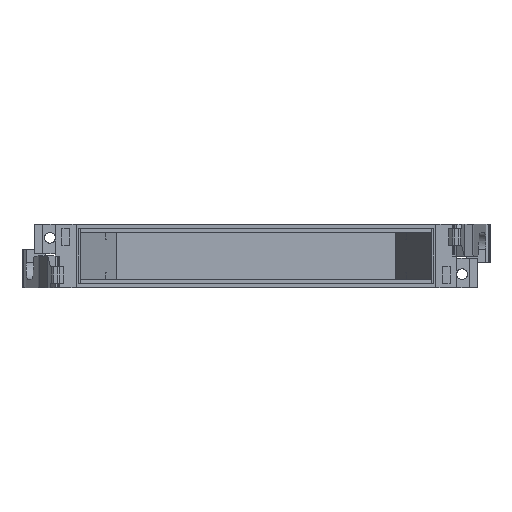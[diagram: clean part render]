
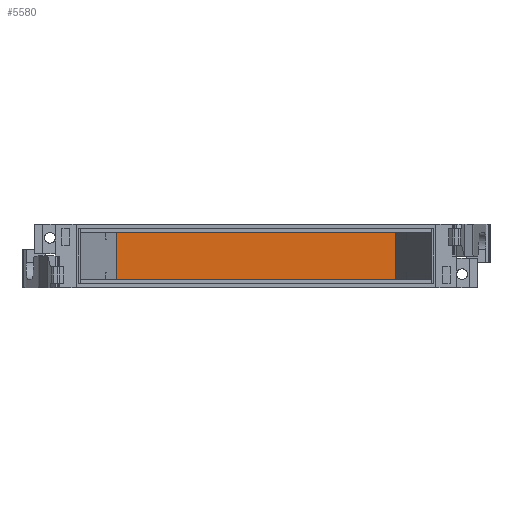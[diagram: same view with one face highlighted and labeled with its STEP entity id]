
A CAD part, front view. The second image highlights one B-rep face of the part: STEP entity #5580.
In plain terms, the highlighted planar face has unit normal (0, -1, 0).
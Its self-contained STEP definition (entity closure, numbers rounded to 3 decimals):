
#2961=FACE_OUTER_BOUND('',#5986,.T.);
#3318=PLANE('',#10560);
#3890=LINE('',#13819,#4810);
#3897=LINE('',#13834,#4817);
#3911=LINE('',#13862,#4831);
#3912=LINE('',#13864,#4832);
#4810=VECTOR('',#11733,1.);
#4817=VECTOR('',#11744,1.);
#4831=VECTOR('',#11766,1.);
#4832=VECTOR('',#11769,1.);
#5580=ADVANCED_FACE('',(#2961),#3318,.F.);
#5986=EDGE_LOOP('',(#7029,#7030,#7031,#7032));
#7029=ORIENTED_EDGE('',*,*,#8837,.F.);
#7030=ORIENTED_EDGE('',*,*,#8852,.T.);
#7031=ORIENTED_EDGE('',*,*,#8830,.F.);
#7032=ORIENTED_EDGE('',*,*,#8851,.F.);
#8830=EDGE_CURVE('',#9924,#9925,#3890,.T.);
#8837=EDGE_CURVE('',#9930,#9931,#3897,.T.);
#8851=EDGE_CURVE('',#9931,#9924,#3911,.T.);
#8852=EDGE_CURVE('',#9930,#9925,#3912,.T.);
#9924=VERTEX_POINT('',#13820);
#9925=VERTEX_POINT('',#13821);
#9930=VERTEX_POINT('',#13835);
#9931=VERTEX_POINT('',#13836);
#10560=AXIS2_PLACEMENT_3D('',#13865,#11770,#11771);
#11733=DIRECTION('',(-1.,0.,0.));
#11744=DIRECTION('',(1.,0.,0.));
#11766=DIRECTION('',(0.,0.,-1.));
#11769=DIRECTION('',(0.,0.,-1.));
#11770=DIRECTION('',(0.,1.,0.));
#11771=DIRECTION('',(-1.,0.,0.));
#13819=CARTESIAN_POINT('',(103.628,52.608,-20.883));
#13820=CARTESIAN_POINT('',(103.628,52.608,-20.883));
#13821=CARTESIAN_POINT('',(37.628,52.608,-20.883));
#13834=CARTESIAN_POINT('',(37.628,52.608,-9.683));
#13835=CARTESIAN_POINT('',(37.628,52.608,-9.683));
#13836=CARTESIAN_POINT('',(103.628,52.608,-9.683));
#13862=CARTESIAN_POINT('',(103.628,52.608,-9.683));
#13864=CARTESIAN_POINT('',(37.628,52.608,-9.683));
#13865=CARTESIAN_POINT('',(103.728,52.608,-20.983));
